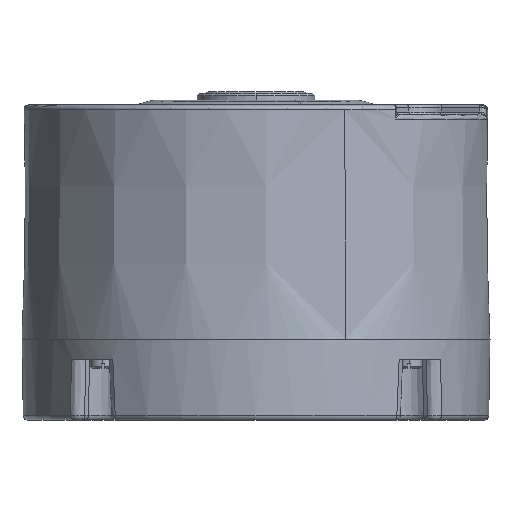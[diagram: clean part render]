
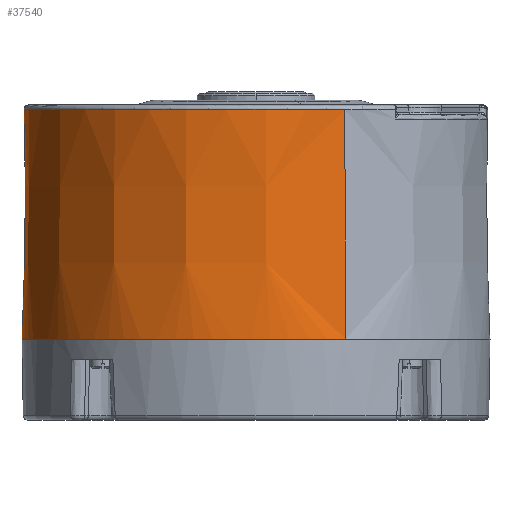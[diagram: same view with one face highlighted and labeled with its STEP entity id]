
A CAD part, front view. The second image highlights one B-rep face of the part: STEP entity #37540.
In plain terms, the highlighted conical face has half-angle 0.5 degrees and reference radius 49.531 mm.
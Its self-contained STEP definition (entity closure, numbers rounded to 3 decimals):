
#6757=CARTESIAN_POINT('',(0.,0.,-37.4));
#6758=DIRECTION('',(0.,0.,-1.));
#6759=DIRECTION('',(0.383,-0.924,0.));
#6760=AXIS2_PLACEMENT_3D('',#6757,#6758,#6759);
#6762=CARTESIAN_POINT('',(0.,0.,11.409));
#6763=DIRECTION('',(0.,0.,1.));
#6764=DIRECTION('',(-0.383,0.924,0.));
#6765=AXIS2_PLACEMENT_3D('',#6762,#6763,#6764);
#6796=DIRECTION('',(0.003,-0.008,-1.));
#6797=VECTOR('',#6796,48.811);
#6798=CARTESIAN_POINT('',(18.873,-45.564,11.409));
#6799=LINE('',#6798,#6797);
#6829=DIRECTION('',(-0.003,0.008,-1.));
#6830=VECTOR('',#6829,48.811);
#6831=CARTESIAN_POINT('',(-18.873,45.564,11.409));
#6832=LINE('',#6831,#6830);
#31736=CARTESIAN_POINT('',(-18.873,45.564,
11.409));
#31737=CARTESIAN_POINT('',(18.873,-45.564,
11.409));
#31738=VERTEX_POINT('',#31736);
#31739=VERTEX_POINT('',#31737);
#33367=CARTESIAN_POINT('',(19.036,-45.957,
-37.4));
#33368=CARTESIAN_POINT('',(-19.036,45.957,
-37.4));
#33369=VERTEX_POINT('',#33367);
#33370=VERTEX_POINT('',#33368);
#37526=CARTESIAN_POINT('',(0.,0.,-12.996));
#37527=DIRECTION('',(0.,0.,-1.));
#37528=DIRECTION('',(0.383,-0.924,0.));
#37529=AXIS2_PLACEMENT_3D('',#37526,#37527,#37528);
#37530=CONICAL_SURFACE('',#37529,49.531,0.5);
#37531=ORIENTED_EDGE('',*,*,#36495,.T.);
#37533=ORIENTED_EDGE('',*,*,#37532,.F.);
#37535=ORIENTED_EDGE('',*,*,#37534,.T.);
#37537=ORIENTED_EDGE('',*,*,#37536,.T.);
#37538=EDGE_LOOP('',(#37531,#37533,#37535,#37537));
#37539=FACE_OUTER_BOUND('',#37538,.F.);
#6761=CIRCLE('',#6760,49.744);
#6766=CIRCLE('',#6765,49.318);
#36495=EDGE_CURVE('',#33369,#33370,#6761,.T.);
#37532=EDGE_CURVE('',#31738,#33370,#6832,.T.);
#37534=EDGE_CURVE('',#31738,#31739,#6766,.T.);
#37536=EDGE_CURVE('',#31739,#33369,#6799,.T.);
#37540=ADVANCED_FACE('',(#37539),#37530,.T.);
